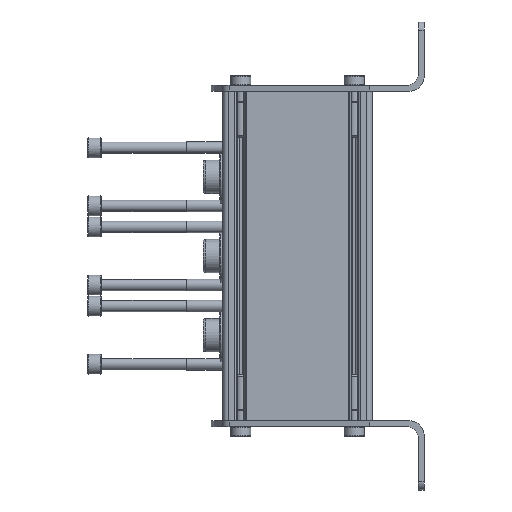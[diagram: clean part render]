
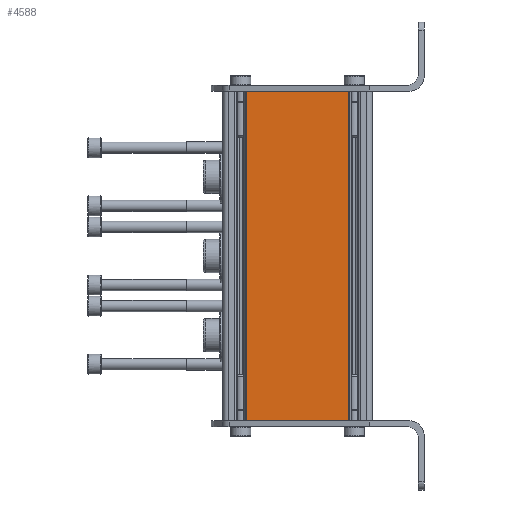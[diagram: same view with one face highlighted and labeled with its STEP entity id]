
A CAD part, left-side view. The second image highlights one B-rep face of the part: STEP entity #4588.
In plain terms, the highlighted planar face has unit normal (-1, 0, 0).
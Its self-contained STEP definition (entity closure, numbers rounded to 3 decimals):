
#292=LINE('',#7441,#622);
#293=LINE('',#7443,#623);
#294=LINE('',#7445,#624);
#295=LINE('',#7447,#625);
#622=VECTOR('',#5889,1000.);
#623=VECTOR('',#5892,1000.);
#624=VECTOR('',#5893,1000.);
#625=VECTOR('',#5894,1000.);
#856=PLANE('',#5026);
#1515=ORIENTED_EDGE('',*,*,#2714,.F.);
#1516=ORIENTED_EDGE('',*,*,#2713,.F.);
#1517=ORIENTED_EDGE('',*,*,#2715,.T.);
#1518=ORIENTED_EDGE('',*,*,#2716,.T.);
#2713=EDGE_CURVE('',#3280,#3279,#292,.T.);
#2714=EDGE_CURVE('',#3279,#3281,#293,.T.);
#2715=EDGE_CURVE('',#3280,#3282,#294,.T.);
#2716=EDGE_CURVE('',#3282,#3281,#295,.T.);
#3279=VERTEX_POINT('',#7438);
#3280=VERTEX_POINT('',#7440);
#3281=VERTEX_POINT('',#7444);
#3282=VERTEX_POINT('',#7446);
#3690=EDGE_LOOP('',(#1515,#1516,#1517,#1518));
#4086=FACE_BOUND('',#3690,.T.);
#4588=ADVANCED_FACE('',(#4086),#856,.T.);
#5026=AXIS2_PLACEMENT_3D('',#7442,#5890,#5891);
#5889=DIRECTION('',(0.,0.,1.));
#5890=DIRECTION('',(-1.,0.,0.));
#5891=DIRECTION('',(0.,0.,1.));
#5892=DIRECTION('',(0.,-1.,0.));
#5893=DIRECTION('',(0.,-1.,0.));
#5894=DIRECTION('',(0.,0.,1.));
#7438=CARTESIAN_POINT('',(-14.35,17.679,0.));
#7440=CARTESIAN_POINT('',(-14.35,17.679,-114.5));
#7441=CARTESIAN_POINT('',(-14.35,17.679,-114.5));
#7442=CARTESIAN_POINT('',(-14.35,17.679,-114.5));
#7443=CARTESIAN_POINT('',(-14.35,17.679,0.));
#7444=CARTESIAN_POINT('',(-14.35,-17.679,0.));
#7445=CARTESIAN_POINT('',(-14.35,17.679,-114.5));
#7446=CARTESIAN_POINT('',(-14.35,-17.679,-114.5));
#7447=CARTESIAN_POINT('',(-14.35,-17.679,-114.5));
